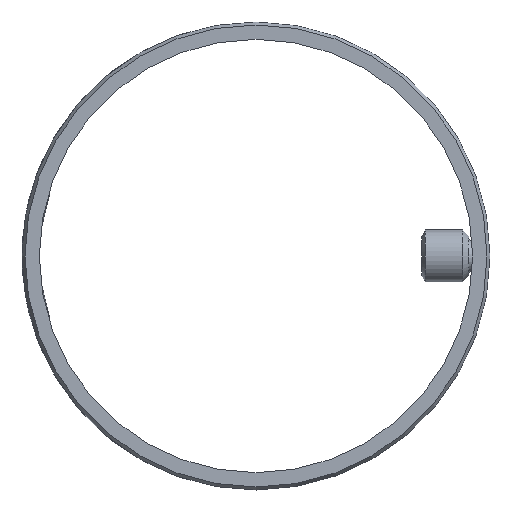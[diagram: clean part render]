
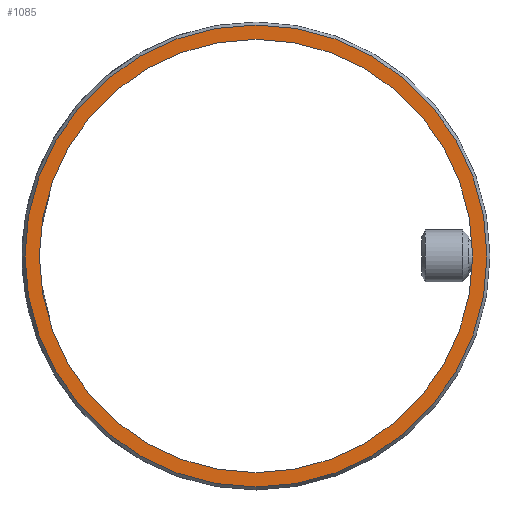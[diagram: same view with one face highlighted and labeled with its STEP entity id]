
A CAD part, left-side view. The second image highlights one B-rep face of the part: STEP entity #1085.
In plain terms, the highlighted planar face has unit normal (-1, 0, 0).
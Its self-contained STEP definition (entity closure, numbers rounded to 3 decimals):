
#64=CARTESIAN_POINT('',(-0.,-0.,25.));
#65=VERTEX_POINT('',#64);
#74=CARTESIAN_POINT('',(-0.,0.,-25.));
#75=VERTEX_POINT('',#74);
#76=CARTESIAN_POINT('',(-0.,0.,0.));
#77=DIRECTION('',(-1.,0.,0.));
#78=DIRECTION('',(0.,0.,1.));
#79=AXIS2_PLACEMENT_3D('',#76,#77,#78);
#80=CIRCLE('',#79,25.);
#81=EDGE_CURVE('',#65,#75,#80,.T.);
#1033=CARTESIAN_POINT('',(-0.,-0.,-26.654));
#1034=VERTEX_POINT('',#1033);
#1041=CARTESIAN_POINT('',(-0.,-0.,26.654));
#1042=VERTEX_POINT('',#1041);
#1043=CARTESIAN_POINT('',(-0.,0.,0.));
#1044=DIRECTION('',(-1.,0.,0.));
#1045=DIRECTION('',(0.,0.,1.));
#1046=AXIS2_PLACEMENT_3D('',#1043,#1044,#1045);
#1047=CIRCLE('',#1046,26.654);
#1048=EDGE_CURVE('',#1042,#1034,#1047,.T.);
#1060=CARTESIAN_POINT('',(-0.,-26.654,0.));
#1061=DIRECTION('',(1.,0.,0.));
#1062=DIRECTION('',(0.,0.,1.));
#1063=AXIS2_PLACEMENT_3D('',#1060,#1061,#1062);
#1064=PLANE('',#1063);
#1065=CARTESIAN_POINT('',(-0.,0.,0.));
#1066=DIRECTION('',(-1.,0.,0.));
#1067=DIRECTION('',(0.,0.,1.));
#1068=AXIS2_PLACEMENT_3D('',#1065,#1066,#1067);
#1069=CIRCLE('',#1068,25.);
#1070=EDGE_CURVE('',#75,#65,#1069,.T.);
#1071=ORIENTED_EDGE('',*,*,#1070,.F.);
#1072=ORIENTED_EDGE('',*,*,#81,.F.);
#1073=EDGE_LOOP('',(#1071,#1072));
#1074=FACE_BOUND('',#1073,.T.);
#1075=ORIENTED_EDGE('',*,*,#1048,.T.);
#1076=CARTESIAN_POINT('',(-0.,0.,0.));
#1077=DIRECTION('',(-1.,0.,0.));
#1078=DIRECTION('',(0.,0.,1.));
#1079=AXIS2_PLACEMENT_3D('',#1076,#1077,#1078);
#1080=CIRCLE('',#1079,26.654);
#1081=EDGE_CURVE('',#1034,#1042,#1080,.T.);
#1082=ORIENTED_EDGE('',*,*,#1081,.T.);
#1083=EDGE_LOOP('',(#1075,#1082));
#1084=FACE_BOUND('',#1083,.T.);
#1085=ADVANCED_FACE('',(#1074,#1084),#1064,.F.);
